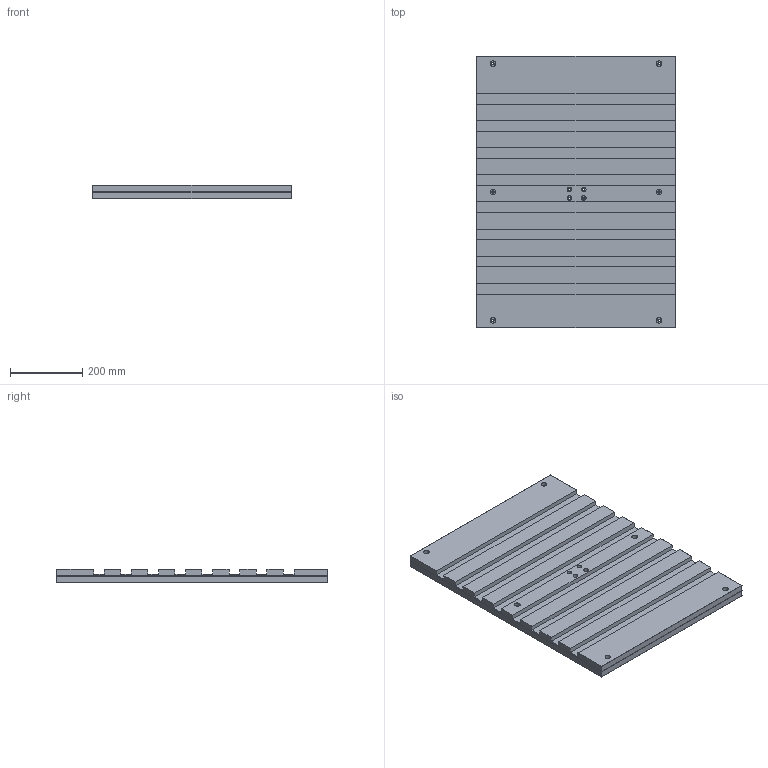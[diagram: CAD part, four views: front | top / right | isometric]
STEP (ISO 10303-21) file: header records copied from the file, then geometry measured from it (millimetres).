
FILE_DESCRIPTION(/* description */ (''),/* implementation_level */ '2;1');
FILE_NAME(/* name */ 'X platform.step',/* time_stamp */ '2020-04-14T16:32:33+01:00',/* author */ (''),/* organization */ (''),/* preprocessor_version */ 'ST-DEVELOPER v18.1',/* originating_system */ 'Autodesk Translation Framework v9.2.0.1227',/* authorisation */ '');
FILE_SCHEMA (('AUTOMOTIVE_DESIGN { 1 0 10303 214 3 1 1 }'));
Length unit declared in the file: millimetre
Products named in the file (1): X platform
Bounding box: 550 x 750 x 36 mm (x, y, z)
Volume: 13049551.6 mm3; surface area: 1875008.5 mm2
Topology: 2 solids, 2 shells, 244 faces, 516 edges, 328 vertices
Faces by surface type: cylinder 132, plane 96, sphere 16
Full cylindrical faces by diameter (mm): 6 x24, 7 x12, 12.7 x44, 15.9 x12
Entity records: 6799 total; most frequent: DIRECTION 1270, CARTESIAN_POINT 1089, ORIENTED_EDGE 1032, EDGE_CURVE 516, AXIS2_PLACEMENT_3D 509, EDGE_LOOP 376, VERTEX_POINT 328, CIRCLE 264
